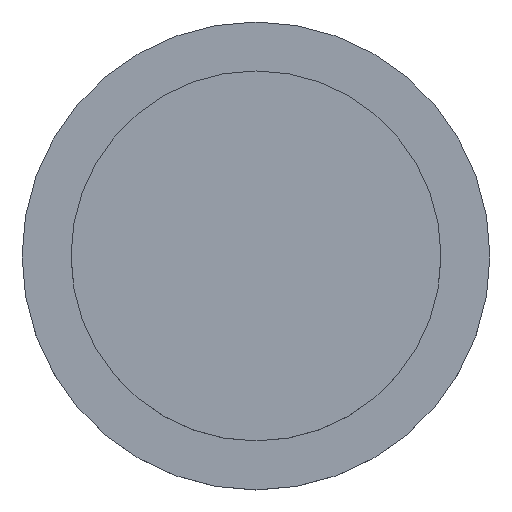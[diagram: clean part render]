
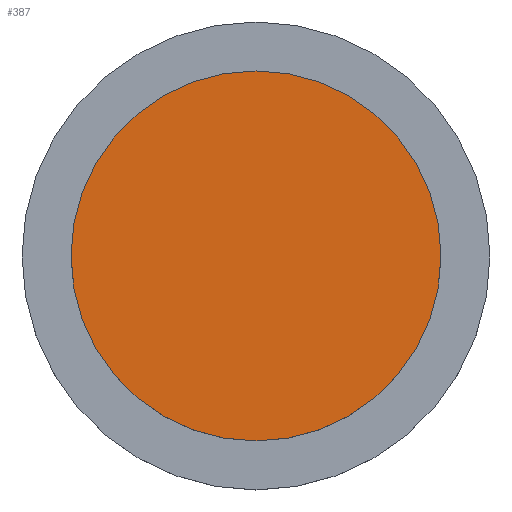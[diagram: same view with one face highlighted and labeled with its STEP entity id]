
A CAD part, top view. The second image highlights one B-rep face of the part: STEP entity #387.
In plain terms, the highlighted planar face has unit normal (0, 0, 1).
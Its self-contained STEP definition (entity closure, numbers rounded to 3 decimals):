
#10 = DIRECTION ( 'NONE',  ( 0., 0., 1. ) ) ;
#50 = CIRCLE ( 'NONE', #329, 12.65 ) ;
#79 = CARTESIAN_POINT ( 'NONE',  ( 0., 0., 5.2 ) ) ;
#95 = FACE_OUTER_BOUND ( 'NONE', #123, .T. ) ;
#105 = AXIS2_PLACEMENT_3D ( 'NONE', #79, #301, #115 ) ;
#115 = DIRECTION ( 'NONE',  ( 1., 0., 0. ) ) ;
#123 = EDGE_LOOP ( 'NONE', ( #410, #216 ) ) ;
#128 = VERTEX_POINT ( 'NONE', #267 ) ;
#145 = CARTESIAN_POINT ( 'NONE',  ( 0., 0., 5.2 ) ) ;
#167 = PLANE ( 'NONE',  #344 ) ;
#178 = DIRECTION ( 'NONE',  ( 1., 0., 0. ) ) ;
#197 = DIRECTION ( 'NONE',  ( 1., 0., 0. ) ) ;
#199 = CARTESIAN_POINT ( 'NONE',  ( 12.65, 0., 5.2 ) ) ;
#216 = ORIENTED_EDGE ( 'NONE', *, *, #286, .T. ) ;
#231 = CARTESIAN_POINT ( 'NONE',  ( 0., 0., 5.2 ) ) ;
#267 = CARTESIAN_POINT ( 'NONE',  ( -12.65, 0., 5.2 ) ) ;
#286 = EDGE_CURVE ( 'NONE', #378, #128, #50, .T. ) ;
#295 = EDGE_CURVE ( 'NONE', #128, #378, #336, .T. ) ;
#301 = DIRECTION ( 'NONE',  ( 0., 0., 1. ) ) ;
#329 = AXIS2_PLACEMENT_3D ( 'NONE', #145, #361, #178 ) ;
#336 = CIRCLE ( 'NONE', #105, 12.65 ) ;
#344 = AXIS2_PLACEMENT_3D ( 'NONE', #231, #10, #197 ) ;
#361 = DIRECTION ( 'NONE',  ( 0., 0., 1. ) ) ;
#378 = VERTEX_POINT ( 'NONE', #199 ) ;
#387 = ADVANCED_FACE ( 'NONE', ( #95 ), #167, .T. ) ;
#410 = ORIENTED_EDGE ( 'NONE', *, *, #295, .T. ) ;
